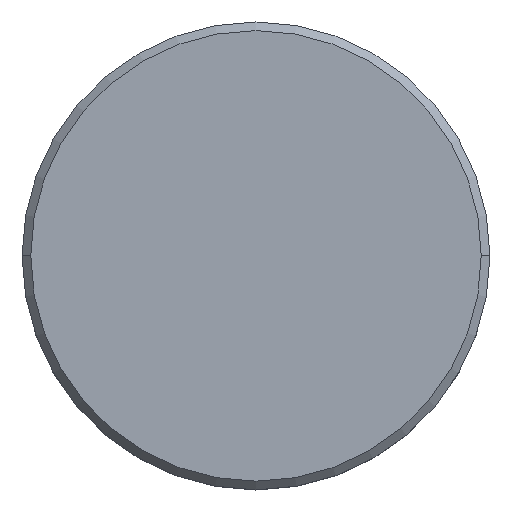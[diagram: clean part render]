
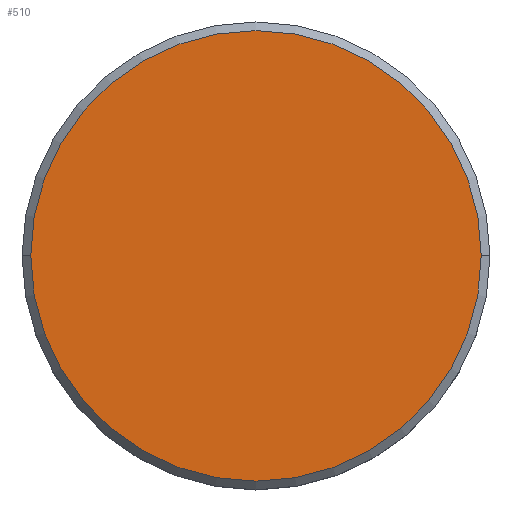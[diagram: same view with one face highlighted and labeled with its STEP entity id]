
A CAD part, top view. The second image highlights one B-rep face of the part: STEP entity #510.
In plain terms, the highlighted planar face has unit normal (0, 0, 1).
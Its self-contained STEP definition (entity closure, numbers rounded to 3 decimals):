
#52 = CARTESIAN_POINT ( 'NONE',  ( 13., 0., 0. ) ) ;
#65 = EDGE_LOOP ( 'NONE', ( #1102, #619 ) ) ;
#406 = CARTESIAN_POINT ( 'NONE',  ( -13., 0., 0. ) ) ;
#418 = EDGE_CURVE ( 'NONE', #436, #986, #1016, .T. ) ;
#436 = VERTEX_POINT ( 'NONE', #406 ) ;
#446 = CIRCLE ( 'NONE', #464, 13. ) ;
#464 = AXIS2_PLACEMENT_3D ( 'NONE', #1034, #956, #598 ) ;
#510 = ADVANCED_FACE ( 'NONE', ( #1039 ), #1108, .T. ) ;
#598 = DIRECTION ( 'NONE',  ( 1., 0., 0. ) ) ;
#619 = ORIENTED_EDGE ( 'NONE', *, *, #1045, .T. ) ;
#738 = DIRECTION ( 'NONE',  ( 0., 0., 1. ) ) ;
#810 = AXIS2_PLACEMENT_3D ( 'NONE', #930, #738, #1093 ) ;
#835 = CARTESIAN_POINT ( 'NONE',  ( 0., 0., 0. ) ) ;
#841 = DIRECTION ( 'NONE',  ( 0., 0., 1. ) ) ;
#930 = CARTESIAN_POINT ( 'NONE',  ( 0., 0., 0. ) ) ;
#956 = DIRECTION ( 'NONE',  ( 0., 0., 1. ) ) ;
#986 = VERTEX_POINT ( 'NONE', #52 ) ;
#1016 = CIRCLE ( 'NONE', #810, 13. ) ;
#1031 = DIRECTION ( 'NONE',  ( 1., 0., 0. ) ) ;
#1034 = CARTESIAN_POINT ( 'NONE',  ( 0., 0., 0. ) ) ;
#1039 = FACE_OUTER_BOUND ( 'NONE', #65, .T. ) ;
#1045 = EDGE_CURVE ( 'NONE', #986, #436, #446, .T. ) ;
#1093 = DIRECTION ( 'NONE',  ( 1., 0., 0. ) ) ;
#1102 = ORIENTED_EDGE ( 'NONE', *, *, #418, .T. ) ;
#1108 = PLANE ( 'NONE',  #1139 ) ;
#1139 = AXIS2_PLACEMENT_3D ( 'NONE', #835, #841, #1031 ) ;
